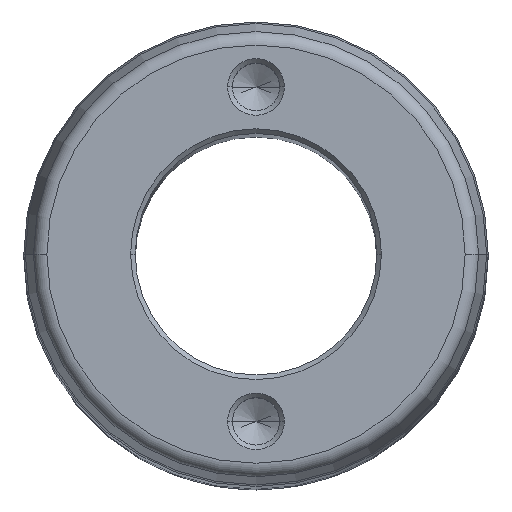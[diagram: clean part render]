
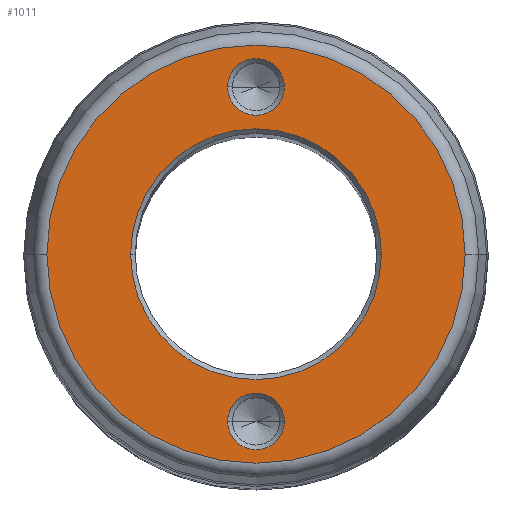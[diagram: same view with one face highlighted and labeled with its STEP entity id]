
A CAD part, top view. The second image highlights one B-rep face of the part: STEP entity #1011.
In plain terms, the highlighted planar face has unit normal (0, 0, 1).
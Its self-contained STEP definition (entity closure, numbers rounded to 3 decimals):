
#28 = DIRECTION ( 'NONE',  ( 1., 0., 0. ) ) ;
#63 = CIRCLE ( 'NONE', #2842, 6.1 ) ;
#140 = ORIENTED_EDGE ( 'NONE', *, *, #1670, .T. ) ;
#162 = VERTEX_POINT ( 'NONE', #3571 ) ;
#234 = AXIS2_PLACEMENT_3D ( 'NONE', #2022, #3459, #316 ) ;
#253 = CIRCLE ( 'NONE', #3558, 27. ) ;
#269 = CARTESIAN_POINT ( 'NONE',  ( 45.019, 0., 450. ) ) ;
#301 = AXIS2_PLACEMENT_3D ( 'NONE', #548, #1700, #3706 ) ;
#316 = DIRECTION ( 'NONE',  ( 1., 0., 0. ) ) ;
#322 = CARTESIAN_POINT ( 'NONE',  ( 0., 0., 450. ) ) ;
#367 = CARTESIAN_POINT ( 'NONE',  ( 0., -36., 450. ) ) ;
#385 = FACE_BOUND ( 'NONE', #2334, .T. ) ;
#451 = DIRECTION ( 'NONE',  ( 1., 0., 0. ) ) ;
#548 = CARTESIAN_POINT ( 'NONE',  ( 0., -36., 450. ) ) ;
#584 = EDGE_CURVE ( 'NONE', #1343, #1495, #2585, .T. ) ;
#608 = PLANE ( 'NONE',  #3584 ) ;
#692 = EDGE_CURVE ( 'NONE', #1565, #2998, #2897, .T. ) ;
#710 = CARTESIAN_POINT ( 'NONE',  ( 0., 36., 450. ) ) ;
#727 = EDGE_LOOP ( 'NONE', ( #140, #3586 ) ) ;
#867 = CARTESIAN_POINT ( 'NONE',  ( 0., 36., 450. ) ) ;
#924 = FACE_BOUND ( 'NONE', #1692, .T. ) ;
#1011 = ADVANCED_FACE ( 'NONE', ( #924, #385, #3210, #2365 ), #608, .T. ) ;
#1144 = CIRCLE ( 'NONE', #2210, 45.019 ) ;
#1175 = DIRECTION ( 'NONE',  ( 0., 0., -1. ) ) ;
#1192 = ORIENTED_EDGE ( 'NONE', *, *, #3080, .T. ) ;
#1246 = EDGE_CURVE ( 'NONE', #1495, #1343, #3253, .T. ) ;
#1249 = CARTESIAN_POINT ( 'NONE',  ( 0., 0., 450. ) ) ;
#1264 = CARTESIAN_POINT ( 'NONE',  ( -6.1, 36., 450. ) ) ;
#1288 = CIRCLE ( 'NONE', #234, 27. ) ;
#1314 = DIRECTION ( 'NONE',  ( 0., 0., -1. ) ) ;
#1328 = DIRECTION ( 'NONE',  ( 1., 0., 0. ) ) ;
#1334 = ORIENTED_EDGE ( 'NONE', *, *, #584, .T. ) ;
#1343 = VERTEX_POINT ( 'NONE', #1264 ) ;
#1495 = VERTEX_POINT ( 'NONE', #3633 ) ;
#1565 = VERTEX_POINT ( 'NONE', #2771 ) ;
#1594 = VERTEX_POINT ( 'NONE', #2581 ) ;
#1670 = EDGE_CURVE ( 'NONE', #3151, #1594, #253, .T. ) ;
#1692 = EDGE_LOOP ( 'NONE', ( #3377, #1192 ) ) ;
#1700 = DIRECTION ( 'NONE',  ( 0., 0., -1. ) ) ;
#1701 = EDGE_CURVE ( 'NONE', #1594, #3151, #1288, .T. ) ;
#1742 = CARTESIAN_POINT ( 'NONE',  ( 0., 0., 450. ) ) ;
#1938 = DIRECTION ( 'NONE',  ( 0., 0., -1. ) ) ;
#1967 = CARTESIAN_POINT ( 'NONE',  ( 27., 0., 450. ) ) ;
#1999 = ORIENTED_EDGE ( 'NONE', *, *, #3701, .T. ) ;
#2022 = CARTESIAN_POINT ( 'NONE',  ( 0., 0., 450. ) ) ;
#2196 = ORIENTED_EDGE ( 'NONE', *, *, #692, .T. ) ;
#2210 = AXIS2_PLACEMENT_3D ( 'NONE', #2715, #2726, #451 ) ;
#2313 = ORIENTED_EDGE ( 'NONE', *, *, #1246, .T. ) ;
#2334 = EDGE_LOOP ( 'NONE', ( #2313, #1334 ) ) ;
#2365 = FACE_OUTER_BOUND ( 'NONE', #3121, .T. ) ;
#2581 = CARTESIAN_POINT ( 'NONE',  ( -27., 0., 450. ) ) ;
#2585 = CIRCLE ( 'NONE', #2617, 6.1 ) ;
#2589 = DIRECTION ( 'NONE',  ( 0., 0., -1. ) ) ;
#2617 = AXIS2_PLACEMENT_3D ( 'NONE', #867, #2589, #3469 ) ;
#2618 = DIRECTION ( 'NONE',  ( 0., 0., 1. ) ) ;
#2715 = CARTESIAN_POINT ( 'NONE',  ( 0., 0., 450. ) ) ;
#2726 = DIRECTION ( 'NONE',  ( 0., 0., 1. ) ) ;
#2767 = EDGE_CURVE ( 'NONE', #2832, #162, #3164, .T. ) ;
#2771 = CARTESIAN_POINT ( 'NONE',  ( -45.019, 0., 450. ) ) ;
#2832 = VERTEX_POINT ( 'NONE', #3693 ) ;
#2842 = AXIS2_PLACEMENT_3D ( 'NONE', #367, #1938, #3326 ) ;
#2897 = CIRCLE ( 'NONE', #3398, 45.019 ) ;
#2902 = DIRECTION ( 'NONE',  ( 0., 0., 1. ) ) ;
#2998 = VERTEX_POINT ( 'NONE', #269 ) ;
#3065 = AXIS2_PLACEMENT_3D ( 'NONE', #710, #1314, #1328 ) ;
#3080 = EDGE_CURVE ( 'NONE', #162, #2832, #63, .T. ) ;
#3121 = EDGE_LOOP ( 'NONE', ( #1999, #2196 ) ) ;
#3151 = VERTEX_POINT ( 'NONE', #1967 ) ;
#3164 = CIRCLE ( 'NONE', #301, 6.1 ) ;
#3210 = FACE_BOUND ( 'NONE', #727, .T. ) ;
#3253 = CIRCLE ( 'NONE', #3065, 6.1 ) ;
#3326 = DIRECTION ( 'NONE',  ( 1., 0., 0. ) ) ;
#3377 = ORIENTED_EDGE ( 'NONE', *, *, #2767, .T. ) ;
#3398 = AXIS2_PLACEMENT_3D ( 'NONE', #1249, #2902, #3479 ) ;
#3459 = DIRECTION ( 'NONE',  ( 0., 0., -1. ) ) ;
#3469 = DIRECTION ( 'NONE',  ( 1., 0., 0. ) ) ;
#3476 = DIRECTION ( 'NONE',  ( 1., 0., 0. ) ) ;
#3479 = DIRECTION ( 'NONE',  ( 1., 0., 0. ) ) ;
#3558 = AXIS2_PLACEMENT_3D ( 'NONE', #1742, #1175, #28 ) ;
#3571 = CARTESIAN_POINT ( 'NONE',  ( -6.1, -36., 450. ) ) ;
#3584 = AXIS2_PLACEMENT_3D ( 'NONE', #322, #2618, #3476 ) ;
#3586 = ORIENTED_EDGE ( 'NONE', *, *, #1701, .T. ) ;
#3633 = CARTESIAN_POINT ( 'NONE',  ( 6.1, 36., 450. ) ) ;
#3693 = CARTESIAN_POINT ( 'NONE',  ( 6.1, -36., 450. ) ) ;
#3701 = EDGE_CURVE ( 'NONE', #2998, #1565, #1144, .T. ) ;
#3706 = DIRECTION ( 'NONE',  ( 1., 0., 0. ) ) ;
